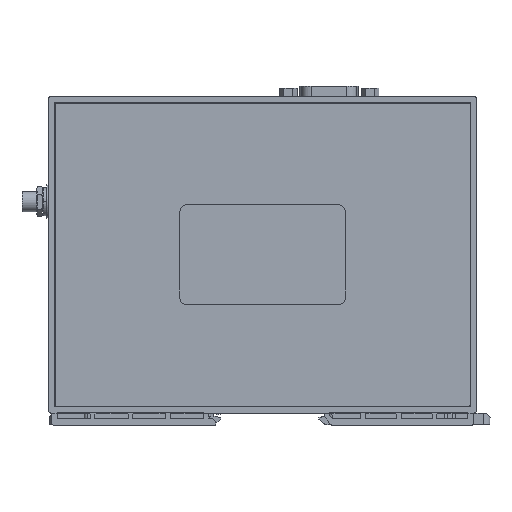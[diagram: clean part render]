
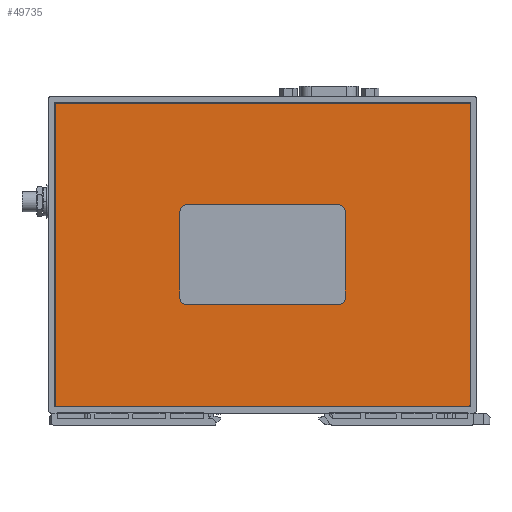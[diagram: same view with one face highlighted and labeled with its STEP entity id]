
A CAD part, front view. The second image highlights one B-rep face of the part: STEP entity #49735.
In plain terms, the highlighted planar face has unit normal (0, -1, 0).
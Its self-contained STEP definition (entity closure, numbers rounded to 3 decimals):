
#14558=DIRECTION('',(0.,0.,1.));
#14559=VECTOR('',#14558,92.);
#14560=CARTESIAN_POINT('',(-63.4,-23.,-40.4));
#14561=LINE('',#14560,#14559);
#14581=DIRECTION('',(1.,0.,0.));
#14582=VECTOR('',#14581,126.2);
#14583=CARTESIAN_POINT('',(-63.1,-23.,51.9));
#14584=LINE('',#14583,#14582);
#14604=DIRECTION('',(0.,0.,-1.));
#14605=VECTOR('',#14604,92.);
#14606=CARTESIAN_POINT('',(63.4,-23.,51.6));
#14607=LINE('',#14606,#14605);
#14627=DIRECTION('',(-1.,0.,0.));
#14628=VECTOR('',#14627,126.2);
#14629=CARTESIAN_POINT('',(63.1,-23.,-40.7));
#14630=LINE('',#14629,#14628);
#14650=CARTESIAN_POINT('',(63.1,-23.,51.6));
#14651=DIRECTION('',(0.,-1.,0.));
#14652=DIRECTION('',(1.,0.,0.));
#14653=AXIS2_PLACEMENT_3D('',#14650,#14651,#14652);
#14655=CARTESIAN_POINT('',(63.1,-23.,-40.4));
#14656=DIRECTION('',(0.,-1.,0.));
#14657=DIRECTION('',(0.,0.,-1.));
#14658=AXIS2_PLACEMENT_3D('',#14655,#14656,#14657);
#14660=CARTESIAN_POINT('',(-63.1,-23.,-40.4));
#14661=DIRECTION('',(0.,-1.,0.));
#14662=DIRECTION('',(-1.,0.,0.));
#14663=AXIS2_PLACEMENT_3D('',#14660,#14661,#14662);
#14665=CARTESIAN_POINT('',(-63.1,-23.,51.6));
#14666=DIRECTION('',(0.,-1.,0.));
#14667=DIRECTION('',(0.,0.,1.));
#14668=AXIS2_PLACEMENT_3D('',#14665,#14666,#14667);
#14670=CARTESIAN_POINT('',(-23.25,-23.,18.85));
#14671=DIRECTION('',(0.,1.,0.));
#14672=DIRECTION('',(-1.,0.,0.));
#14673=AXIS2_PLACEMENT_3D('',#14670,#14671,#14672);
#14675=DIRECTION('',(0.,0.,1.));
#14676=VECTOR('',#14675,26.5);
#14677=CARTESIAN_POINT('',(-25.25,-23.,-7.65));
#14678=LINE('',#14677,#14676);
#14679=CARTESIAN_POINT('',(-23.25,-23.,-7.65));
#14680=DIRECTION('',(0.,1.,0.));
#14681=DIRECTION('',(0.,0.,-1.));
#14682=AXIS2_PLACEMENT_3D('',#14679,#14680,#14681);
#14684=DIRECTION('',(-1.,0.,0.));
#14685=VECTOR('',#14684,46.5);
#14686=CARTESIAN_POINT('',(23.25,-23.,-9.65));
#14687=LINE('',#14686,#14685);
#14688=CARTESIAN_POINT('',(23.25,-23.,-7.65));
#14689=DIRECTION('',(0.,1.,0.));
#14690=DIRECTION('',(1.,0.,0.));
#14691=AXIS2_PLACEMENT_3D('',#14688,#14689,#14690);
#14693=DIRECTION('',(0.,0.,-1.));
#14694=VECTOR('',#14693,26.5);
#14695=CARTESIAN_POINT('',(25.25,-23.,18.85));
#14696=LINE('',#14695,#14694);
#14697=CARTESIAN_POINT('',(23.25,-23.,18.85));
#14698=DIRECTION('',(0.,1.,0.));
#14699=DIRECTION('',(0.,0.,1.));
#14700=AXIS2_PLACEMENT_3D('',#14697,#14698,#14699);
#14702=DIRECTION('',(1.,0.,0.));
#14703=VECTOR('',#14702,46.5);
#14704=CARTESIAN_POINT('',(-23.25,-23.,20.85));
#14705=LINE('',#14704,#14703);
#23052=CARTESIAN_POINT('',(-63.1,-23.,51.9));
#23054=VERTEX_POINT('',#23052);
#23774=CARTESIAN_POINT('',(-63.4,-23.,51.6));
#23775=VERTEX_POINT('',#23774);
#23973=CARTESIAN_POINT('',(-23.25,-23.,-9.65));
#23975=VERTEX_POINT('',#23973);
#24283=CARTESIAN_POINT('',(63.4,-23.,-40.4));
#24284=VERTEX_POINT('',#24283);
#25335=CARTESIAN_POINT('',(-25.25,-23.,-7.65));
#25336=VERTEX_POINT('',#25335);
#26706=CARTESIAN_POINT('',(63.1,-23.,-40.7));
#26707=CARTESIAN_POINT('',(-63.1,-23.,-40.7));
#26708=VERTEX_POINT('',#26706);
#26709=VERTEX_POINT('',#26707);
#26740=CARTESIAN_POINT('',(63.4,-23.,51.6));
#26741=VERTEX_POINT('',#26740);
#27107=CARTESIAN_POINT('',(-63.4,-23.,-40.4));
#27108=VERTEX_POINT('',#27107);
#28299=CARTESIAN_POINT('',(25.25,-23.,18.85));
#28300=VERTEX_POINT('',#28299);
#28338=CARTESIAN_POINT('',(23.25,-23.,20.85));
#28339=VERTEX_POINT('',#28338);
#28436=CARTESIAN_POINT('',(25.25,-23.,-7.65));
#28437=CARTESIAN_POINT('',(23.25,-23.,-9.65));
#28438=VERTEX_POINT('',#28436);
#28439=VERTEX_POINT('',#28437);
#28874=CARTESIAN_POINT('',(-23.25,-23.,20.85));
#28875=VERTEX_POINT('',#28874);
#29006=CARTESIAN_POINT('',(63.1,-23.,51.9));
#29007=VERTEX_POINT('',#29006);
#29163=CARTESIAN_POINT('',(-25.25,-23.,18.85));
#29164=VERTEX_POINT('',#29163);
#49702=CARTESIAN_POINT('',(0.,-23.,0.));
#49703=DIRECTION('',(0.,-1.,0.));
#49704=DIRECTION('',(0.,0.,-1.));
#49705=AXIS2_PLACEMENT_3D('',#49702,#49703,#49704);
#49706=PLANE('',#49705);
#49707=ORIENTED_EDGE('',*,*,#49626,.T.);
#49708=ORIENTED_EDGE('',*,*,#49640,.F.);
#49709=ORIENTED_EDGE('',*,*,#49654,.T.);
#49710=ORIENTED_EDGE('',*,*,#49668,.F.);
#49711=ORIENTED_EDGE('',*,*,#49682,.T.);
#49712=ORIENTED_EDGE('',*,*,#49695,.F.);
#49713=ORIENTED_EDGE('',*,*,#49597,.T.);
#49714=ORIENTED_EDGE('',*,*,#49612,.F.);
#49715=EDGE_LOOP('',(#49707,#49708,#49709,#49710,#49711,#49712,#49713,#49714));
#49716=FACE_OUTER_BOUND('',#49715,.F.);
#49718=ORIENTED_EDGE('',*,*,#49717,.F.);
#49720=ORIENTED_EDGE('',*,*,#49719,.F.);
#49722=ORIENTED_EDGE('',*,*,#49721,.F.);
#49724=ORIENTED_EDGE('',*,*,#49723,.F.);
#49726=ORIENTED_EDGE('',*,*,#49725,.F.);
#49728=ORIENTED_EDGE('',*,*,#49727,.F.);
#49730=ORIENTED_EDGE('',*,*,#49729,.F.);
#49732=ORIENTED_EDGE('',*,*,#49731,.F.);
#49733=EDGE_LOOP('',(#49718,#49720,#49722,#49724,#49726,#49728,#49730,#49732));
#49734=FACE_BOUND('',#49733,.F.);
#49735=ADVANCED_FACE('',(#49716,#49734),#49706,.T.);
#14654=CIRCLE('',#14653,0.3);
#14659=CIRCLE('',#14658,0.3);
#14664=CIRCLE('',#14663,0.3);
#14669=CIRCLE('',#14668,0.3);
#14674=CIRCLE('',#14673,2.);
#14683=CIRCLE('',#14682,2.);
#14692=CIRCLE('',#14691,2.);
#14701=CIRCLE('',#14700,2.);
#49597=EDGE_CURVE('',#27108,#23775,#14561,.T.);
#49612=EDGE_CURVE('',#23054,#23775,#14669,.T.);
#49626=EDGE_CURVE('',#23054,#29007,#14584,.T.);
#49640=EDGE_CURVE('',#26741,#29007,#14654,.T.);
#49654=EDGE_CURVE('',#26741,#24284,#14607,.T.);
#49668=EDGE_CURVE('',#26708,#24284,#14659,.T.);
#49682=EDGE_CURVE('',#26708,#26709,#14630,.T.);
#49695=EDGE_CURVE('',#27108,#26709,#14664,.T.);
#49717=EDGE_CURVE('',#29164,#28875,#14674,.T.);
#49719=EDGE_CURVE('',#25336,#29164,#14678,.T.);
#49721=EDGE_CURVE('',#23975,#25336,#14683,.T.);
#49723=EDGE_CURVE('',#28439,#23975,#14687,.T.);
#49725=EDGE_CURVE('',#28438,#28439,#14692,.T.);
#49727=EDGE_CURVE('',#28300,#28438,#14696,.T.);
#49729=EDGE_CURVE('',#28339,#28300,#14701,.T.);
#49731=EDGE_CURVE('',#28875,#28339,#14705,.T.);
